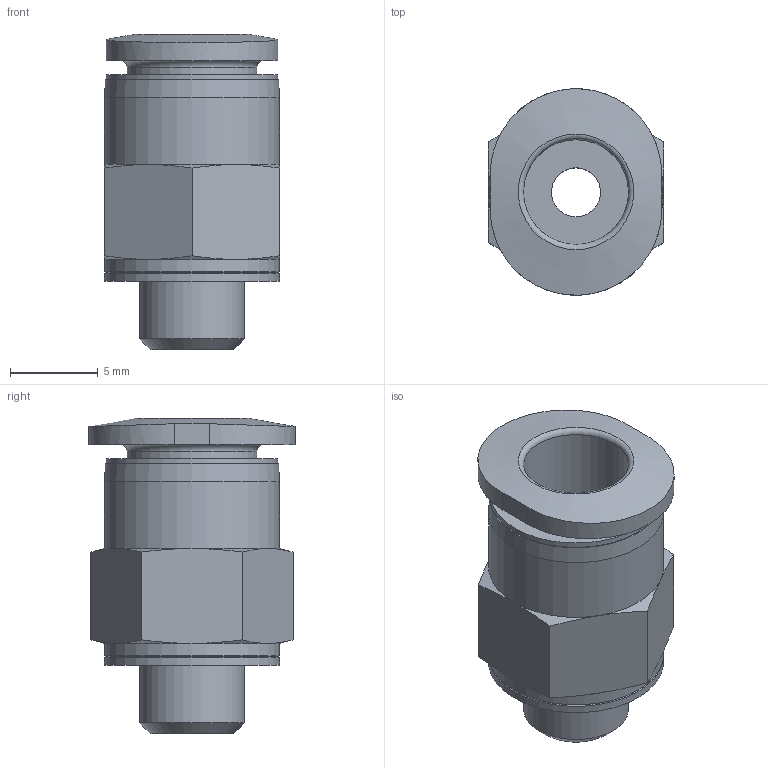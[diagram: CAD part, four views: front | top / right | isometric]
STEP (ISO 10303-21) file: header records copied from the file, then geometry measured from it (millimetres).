
FILE_DESCRIPTION(/* description */ ('STEP AP214'),/* implementation_level */ '2;1');
FILE_NAME(/* name */ '132600_QSM-M6-6',/* time_stamp */ '2024-09-11T10:07:02+02:00',/* author */ ('License CC BY-ND 4.0'),/* organization */ ('CADENAS'),/* preprocessor_version */ 'ST-DEVELOPER v19.3',/* originating_system */ 'PARTsolutions',/* authorisation */ ' ');
FILE_SCHEMA (('AUTOMOTIVE_DESIGN {1 0 10303 214 3 1 1}'));
Length unit declared in the file: millimetre
Products named in the file (1): 132600 QSM-M6-6
Bounding box: 10 x 11.8 x 18 mm (x, y, z)
Volume: 868.9 mm3; surface area: 1042.3 mm2
Topology: 1 solids, 1 shells, 43 faces, 89 edges, 52 vertices
Faces by surface type: cone 17, plane 14, cylinder 10, torus 2
Full cylindrical faces by diameter (mm): 2.8 x1, 6 x2, 7.4 x1, 9.8 x1, 10 x3
Entity records: 1400 total; most frequent: CARTESIAN_POINT 258, DIRECTION 166, ORIENTED_EDGE 146, AXIS2_PLACEMENT_3D 77, EDGE_CURVE 73, EDGE_LOOP 64, FACE_BOUND 64, VERTEX_POINT 51
